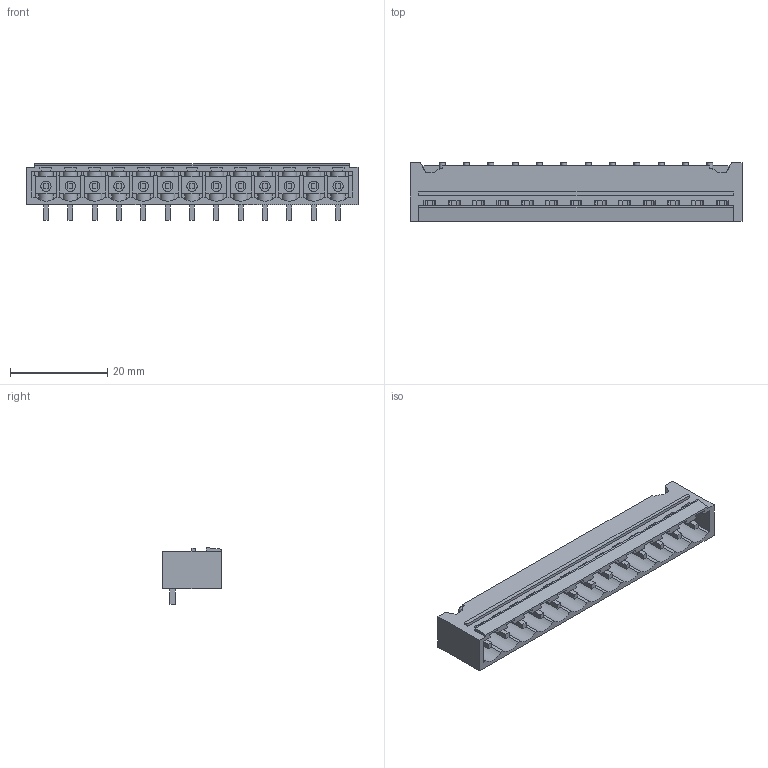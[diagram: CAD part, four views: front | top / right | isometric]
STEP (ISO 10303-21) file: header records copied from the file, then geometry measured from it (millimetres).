
FILE_DESCRIPTION(('CATIA V5 STEP Exchange','CAx-IF Rec.Pracs.--- Model Styling and Organization---1.2---2011-12-15'),'2;1');
FILE_NAME ('7592393_2_1840230000_1840230000.stp','2018-03-08T10:43:47+00:00',('none'),('Weidmueller'),'CATIA Version 5-6 Release 2014','CATIA V5 STEP AP214','none');
FILE_SCHEMA(('AUTOMOTIVE_DESIGN { 1 0 10303 214 1 1 1 1 }'));
Length unit declared in the file: millimetre
Products named in the file (1): 1840230000
Bounding box: 68.2 x 12 x 11.63 mm (x, y, z)
Volume: 2505.3 mm3; surface area: 6069.7 mm2
Topology: 14 solids, 14 shells, 1042 faces, 3189 edges, 2151 vertices
Faces by surface type: plane 853, cylinder 167, extrusion 22
Entity records: 32932 total; most frequent: CARTESIAN_POINT 6682, ORIENTED_EDGE 6378, DIRECTION 4021, EDGE_CURVE 3189, VECTOR 2591, LINE 2569, VERTEX_POINT 2151, EDGE_LOOP 1070
